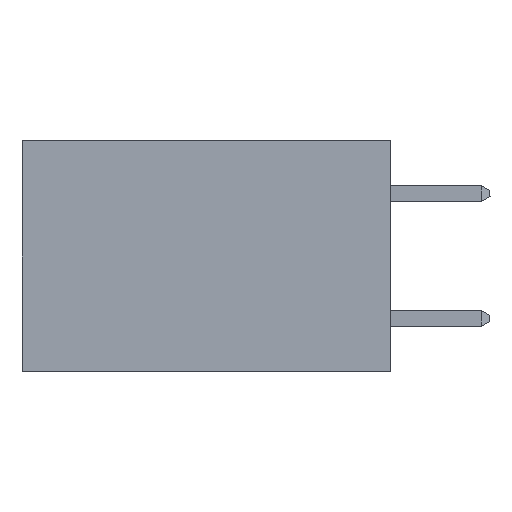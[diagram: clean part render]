
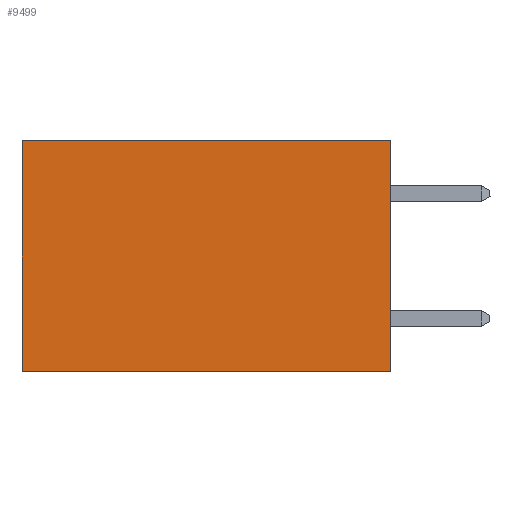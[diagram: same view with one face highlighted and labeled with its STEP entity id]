
A CAD part, left-side view. The second image highlights one B-rep face of the part: STEP entity #9499.
In plain terms, the highlighted planar face has unit normal (-1, 0, 0).
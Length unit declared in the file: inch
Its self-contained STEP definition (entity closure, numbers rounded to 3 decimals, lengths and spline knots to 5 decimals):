
#60 = CARTESIAN_POINT ( 'NONE',  ( 0.277, 0., -0.37 ) ) ;
#368 = EDGE_CURVE ( 'NONE', #20061, #2441, #11899, .T. ) ;
#1038 = ORIENTED_EDGE ( 'NONE', *, *, #6283, .F. ) ;
#1047 = CARTESIAN_POINT ( 'NONE',  ( 0.277, 0., -0.37 ) ) ;
#1133 = PLANE ( 'NONE',  #3827 ) ;
#1588 = EDGE_CURVE ( 'NONE', #20061, #15177, #5059, .T. ) ;
#1957 = VECTOR ( 'NONE', #16287, 39.37008 ) ;
#2441 = VERTEX_POINT ( 'NONE', #60 ) ;
#2978 = CARTESIAN_POINT ( 'NONE',  ( 0.277, 0.59, 0. ) ) ;
#3149 = VERTEX_POINT ( 'NONE', #24472 ) ;
#3193 = DIRECTION ( 'NONE',  ( 0., 0., -1. ) ) ;
#3827 = AXIS2_PLACEMENT_3D ( 'NONE', #1047, #15100, #3193 ) ;
#5059 = LINE ( 'NONE', #21155, #9667 ) ;
#6102 = CARTESIAN_POINT ( 'NONE',  ( 0.277, 0., -0.37 ) ) ;
#6283 = EDGE_CURVE ( 'NONE', #2441, #3149, #10379, .T. ) ;
#8177 = LINE ( 'NONE', #20997, #13424 ) ;
#8180 = ORIENTED_EDGE ( 'NONE', *, *, #1588, .T. ) ;
#9499 = ADVANCED_FACE ( 'NONE', ( #22858 ), #1133, .F. ) ;
#9667 = VECTOR ( 'NONE', #12159, 39.37008 ) ;
#10379 = LINE ( 'NONE', #18038, #20245 ) ;
#11899 = LINE ( 'NONE', #6102, #1957 ) ;
#12159 = DIRECTION ( 'NONE',  ( 0., 1., 0. ) ) ;
#12582 = EDGE_CURVE ( 'NONE', #15177, #3149, #8177, .T. ) ;
#13424 = VECTOR ( 'NONE', #19040, 39.37008 ) ;
#15100 = DIRECTION ( 'NONE',  ( 1., 0., 0. ) ) ;
#15177 = VERTEX_POINT ( 'NONE', #2978 ) ;
#16287 = DIRECTION ( 'NONE',  ( 0., 0., -1. ) ) ;
#16741 = EDGE_LOOP ( 'NONE', ( #24682, #1038, #22159, #8180 ) ) ;
#18038 = CARTESIAN_POINT ( 'NONE',  ( 0.277, 0., -0.37 ) ) ;
#18249 = DIRECTION ( 'NONE',  ( 0., 1., 0. ) ) ;
#19040 = DIRECTION ( 'NONE',  ( 0., 0., -1. ) ) ;
#20061 = VERTEX_POINT ( 'NONE', #25320 ) ;
#20245 = VECTOR ( 'NONE', #18249, 39.37008 ) ;
#20997 = CARTESIAN_POINT ( 'NONE',  ( 0.277, 0.59, -0.37 ) ) ;
#21155 = CARTESIAN_POINT ( 'NONE',  ( 0.277, 0., 0. ) ) ;
#22159 = ORIENTED_EDGE ( 'NONE', *, *, #368, .F. ) ;
#22858 = FACE_OUTER_BOUND ( 'NONE', #16741, .T. ) ;
#24472 = CARTESIAN_POINT ( 'NONE',  ( 0.277, 0.59, -0.37 ) ) ;
#24682 = ORIENTED_EDGE ( 'NONE', *, *, #12582, .T. ) ;
#25320 = CARTESIAN_POINT ( 'NONE',  ( 0.277, 0., 0. ) ) ;
